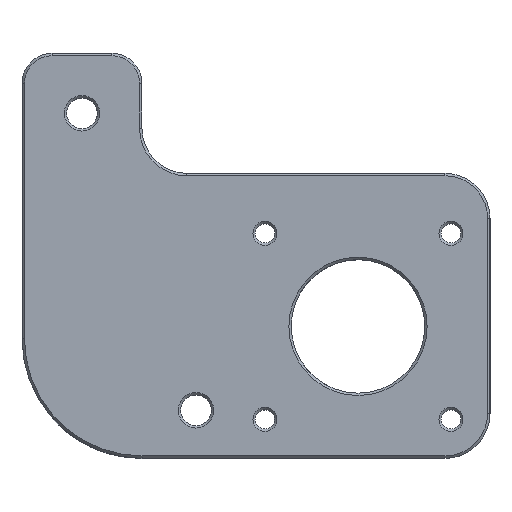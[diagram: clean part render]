
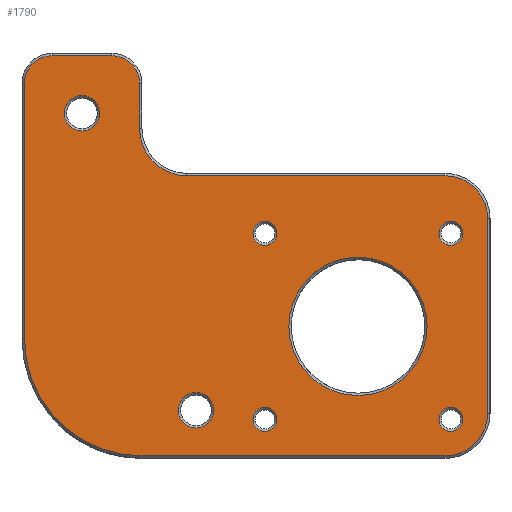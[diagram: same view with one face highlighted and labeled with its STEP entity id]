
A CAD part, top view. The second image highlights one B-rep face of the part: STEP entity #1790.
In plain terms, the highlighted planar face has unit normal (0, 0, 1).
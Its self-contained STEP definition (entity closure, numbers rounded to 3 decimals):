
#67=FACE_BOUND('',#254,.T.);
#68=FACE_BOUND('',#255,.T.);
#69=FACE_BOUND('',#256,.T.);
#70=FACE_BOUND('',#257,.T.);
#71=FACE_BOUND('',#258,.T.);
#72=FACE_BOUND('',#259,.T.);
#73=FACE_BOUND('',#260,.T.);
#91=PLANE('',#1929);
#136=FACE_OUTER_BOUND('',#253,.T.);
#253=EDGE_LOOP('',(#1228,#1229,#1230,#1231,#1232,#1233,#1234,#1235,#1236,
#1237,#1238,#1239));
#254=EDGE_LOOP('',(#1240));
#255=EDGE_LOOP('',(#1241));
#256=EDGE_LOOP('',(#1242));
#257=EDGE_LOOP('',(#1243));
#258=EDGE_LOOP('',(#1244));
#259=EDGE_LOOP('',(#1245));
#260=EDGE_LOOP('',(#1246));
#384=LINE('',#2795,#518);
#385=LINE('',#2799,#519);
#386=LINE('',#2803,#520);
#387=LINE('',#2807,#521);
#388=LINE('',#2811,#522);
#389=LINE('',#2815,#523);
#518=VECTOR('',#2194,10.);
#519=VECTOR('',#2197,10.);
#520=VECTOR('',#2200,10.);
#521=VECTOR('',#2203,10.);
#522=VECTOR('',#2206,10.);
#523=VECTOR('',#2209,10.);
#656=CIRCLE('',#1928,2.95);
#657=CIRCLE('',#1930,19.6);
#658=CIRCLE('',#1931,7.1);
#659=CIRCLE('',#1932,7.1);
#660=CIRCLE('',#1933,7.9);
#661=CIRCLE('',#1934,4.6);
#662=CIRCLE('',#1935,4.6);
#663=CIRCLE('',#1936,2.95);
#664=CIRCLE('',#1937,11.525);
#665=CIRCLE('',#1938,2.);
#666=CIRCLE('',#1939,2.);
#667=CIRCLE('',#1940,2.);
#668=CIRCLE('',#1941,2.);
#778=VERTEX_POINT('',#2789);
#779=VERTEX_POINT('',#2793);
#780=VERTEX_POINT('',#2794);
#781=VERTEX_POINT('',#2796);
#782=VERTEX_POINT('',#2798);
#783=VERTEX_POINT('',#2800);
#784=VERTEX_POINT('',#2802);
#785=VERTEX_POINT('',#2804);
#786=VERTEX_POINT('',#2806);
#787=VERTEX_POINT('',#2808);
#788=VERTEX_POINT('',#2810);
#789=VERTEX_POINT('',#2812);
#790=VERTEX_POINT('',#2814);
#791=VERTEX_POINT('',#2817);
#792=VERTEX_POINT('',#2819);
#793=VERTEX_POINT('',#2821);
#794=VERTEX_POINT('',#2823);
#795=VERTEX_POINT('',#2825);
#796=VERTEX_POINT('',#2827);
#946=EDGE_CURVE('',#778,#778,#656,.T.);
#947=EDGE_CURVE('',#779,#780,#384,.T.);
#948=EDGE_CURVE('',#781,#779,#657,.T.);
#949=EDGE_CURVE('',#782,#781,#385,.T.);
#950=EDGE_CURVE('',#783,#782,#658,.T.);
#951=EDGE_CURVE('',#784,#783,#386,.T.);
#952=EDGE_CURVE('',#785,#784,#659,.T.);
#953=EDGE_CURVE('',#786,#785,#387,.T.);
#954=EDGE_CURVE('',#787,#786,#660,.T.);
#955=EDGE_CURVE('',#788,#787,#388,.T.);
#956=EDGE_CURVE('',#789,#788,#661,.T.);
#957=EDGE_CURVE('',#790,#789,#389,.T.);
#958=EDGE_CURVE('',#780,#790,#662,.T.);
#959=EDGE_CURVE('',#791,#791,#663,.T.);
#960=EDGE_CURVE('',#792,#792,#664,.T.);
#961=EDGE_CURVE('',#793,#793,#665,.T.);
#962=EDGE_CURVE('',#794,#794,#666,.T.);
#963=EDGE_CURVE('',#795,#795,#667,.T.);
#964=EDGE_CURVE('',#796,#796,#668,.T.);
#1228=ORIENTED_EDGE('',*,*,#947,.F.);
#1229=ORIENTED_EDGE('',*,*,#948,.F.);
#1230=ORIENTED_EDGE('',*,*,#949,.F.);
#1231=ORIENTED_EDGE('',*,*,#950,.F.);
#1232=ORIENTED_EDGE('',*,*,#951,.F.);
#1233=ORIENTED_EDGE('',*,*,#952,.F.);
#1234=ORIENTED_EDGE('',*,*,#953,.F.);
#1235=ORIENTED_EDGE('',*,*,#954,.F.);
#1236=ORIENTED_EDGE('',*,*,#955,.F.);
#1237=ORIENTED_EDGE('',*,*,#956,.F.);
#1238=ORIENTED_EDGE('',*,*,#957,.F.);
#1239=ORIENTED_EDGE('',*,*,#958,.F.);
#1240=ORIENTED_EDGE('',*,*,#959,.F.);
#1241=ORIENTED_EDGE('',*,*,#960,.F.);
#1242=ORIENTED_EDGE('',*,*,#961,.F.);
#1243=ORIENTED_EDGE('',*,*,#962,.F.);
#1244=ORIENTED_EDGE('',*,*,#963,.F.);
#1245=ORIENTED_EDGE('',*,*,#964,.F.);
#1246=ORIENTED_EDGE('',*,*,#946,.F.);
#1790=ADVANCED_FACE('',(#136,#67,#68,#69,#70,#71,#72,#73),#91,.T.);
#1928=AXIS2_PLACEMENT_3D('',#2791,#2190,#2191);
#1929=AXIS2_PLACEMENT_3D('',#2792,#2192,#2193);
#1930=AXIS2_PLACEMENT_3D('',#2797,#2195,#2196);
#1931=AXIS2_PLACEMENT_3D('',#2801,#2198,#2199);
#1932=AXIS2_PLACEMENT_3D('',#2805,#2201,#2202);
#1933=AXIS2_PLACEMENT_3D('',#2809,#2204,#2205);
#1934=AXIS2_PLACEMENT_3D('',#2813,#2207,#2208);
#1935=AXIS2_PLACEMENT_3D('',#2816,#2210,#2211);
#1936=AXIS2_PLACEMENT_3D('',#2818,#2212,#2213);
#1937=AXIS2_PLACEMENT_3D('',#2820,#2214,#2215);
#1938=AXIS2_PLACEMENT_3D('',#2822,#2216,#2217);
#1939=AXIS2_PLACEMENT_3D('',#2824,#2218,#2219);
#1940=AXIS2_PLACEMENT_3D('',#2826,#2220,#2221);
#1941=AXIS2_PLACEMENT_3D('',#2828,#2222,#2223);
#2190=DIRECTION('center_axis',(0.,0.,1.));
#2191=DIRECTION('ref_axis',(-1.,0.,0.));
#2192=DIRECTION('center_axis',(0.,0.,1.));
#2193=DIRECTION('ref_axis',(1.,0.,0.));
#2194=DIRECTION('',(0.,1.,0.));
#2195=DIRECTION('center_axis',(0.,0.,-1.));
#2196=DIRECTION('ref_axis',(-0.707,-0.707,0.));
#2197=DIRECTION('',(-1.,0.,0.));
#2198=DIRECTION('center_axis',(0.,0.,-1.));
#2199=DIRECTION('ref_axis',(0.707,-0.707,0.));
#2200=DIRECTION('',(0.,-1.,0.));
#2201=DIRECTION('center_axis',(0.,0.,-1.));
#2202=DIRECTION('ref_axis',(0.707,0.707,0.));
#2203=DIRECTION('',(1.,0.,0.));
#2204=DIRECTION('center_axis',(0.,0.,1.));
#2205=DIRECTION('ref_axis',(-0.707,-0.707,0.));
#2206=DIRECTION('',(0.,-1.,0.));
#2207=DIRECTION('center_axis',(0.,0.,-1.));
#2208=DIRECTION('ref_axis',(0.707,0.707,0.));
#2209=DIRECTION('',(1.,0.,0.));
#2210=DIRECTION('center_axis',(0.,0.,-1.));
#2211=DIRECTION('ref_axis',(-0.707,0.707,0.));
#2212=DIRECTION('center_axis',(0.,0.,1.));
#2213=DIRECTION('ref_axis',(-1.,0.,0.));
#2214=DIRECTION('center_axis',(0.,0.,1.));
#2215=DIRECTION('ref_axis',(1.,0.,0.));
#2216=DIRECTION('center_axis',(0.,0.,1.));
#2217=DIRECTION('ref_axis',(1.,0.,0.));
#2218=DIRECTION('center_axis',(0.,0.,1.));
#2219=DIRECTION('ref_axis',(1.,0.,0.));
#2220=DIRECTION('center_axis',(0.,0.,1.));
#2221=DIRECTION('ref_axis',(1.,0.,0.));
#2222=DIRECTION('center_axis',(0.,0.,1.));
#2223=DIRECTION('ref_axis',(1.,0.,0.));
#2789=CARTESIAN_POINT('',(-46.05,-29.984,94.));
#2791=CARTESIAN_POINT('Origin',(-49.,-29.984,94.));
#2792=CARTESIAN_POINT('Origin',(-39.031,-10.742,94.));
#2793=CARTESIAN_POINT('',(-77.6,-17.992,94.));
#2794=CARTESIAN_POINT('',(-77.6,24.508,94.));
#2795=CARTESIAN_POINT('',(-77.6,9.383,94.));
#2796=CARTESIAN_POINT('',(-58.,-37.592,94.));
#2797=CARTESIAN_POINT('Origin',(-58.,-17.992,94.));
#2798=CARTESIAN_POINT('',(-7.5,-37.592,94.));
#2799=CARTESIAN_POINT('',(-56.876,-37.592,94.));
#2800=CARTESIAN_POINT('',(-0.4,-30.492,94.));
#2801=CARTESIAN_POINT('Origin',(-7.5,-30.492,94.));
#2802=CARTESIAN_POINT('',(-0.4,2.009,94.));
#2803=CARTESIAN_POINT('',(-0.4,-27.117,94.));
#2804=CARTESIAN_POINT('',(-7.5,9.109,94.));
#2805=CARTESIAN_POINT('Origin',(-7.5,2.009,94.));
#2806=CARTESIAN_POINT('',(-50.5,9.109,94.));
#2807=CARTESIAN_POINT('',(-18.265,9.109,94.));
#2808=CARTESIAN_POINT('',(-58.4,17.009,94.));
#2809=CARTESIAN_POINT('Origin',(-50.5,17.009,94.));
#2810=CARTESIAN_POINT('',(-58.4,24.508,94.));
#2811=CARTESIAN_POINT('',(-58.4,-1.117,94.));
#2812=CARTESIAN_POINT('',(-63.,29.108,94.));
#2813=CARTESIAN_POINT('Origin',(-63.,24.508,94.));
#2814=CARTESIAN_POINT('',(-73.,29.108,94.));
#2815=CARTESIAN_POINT('',(-58.515,29.108,94.));
#2816=CARTESIAN_POINT('Origin',(-73.,24.508,94.));
#2817=CARTESIAN_POINT('',(-65.05,19.508,94.));
#2818=CARTESIAN_POINT('Origin',(-68.,19.508,94.));
#2819=CARTESIAN_POINT('',(-33.525,-15.992,94.));
#2820=CARTESIAN_POINT('Origin',(-22.,-15.992,94.));
#2821=CARTESIAN_POINT('',(-39.5,-0.492,94.));
#2822=CARTESIAN_POINT('Origin',(-37.5,-0.492,94.));
#2823=CARTESIAN_POINT('',(-8.5,-31.492,94.));
#2824=CARTESIAN_POINT('Origin',(-6.5,-31.492,94.));
#2825=CARTESIAN_POINT('',(-8.5,-0.492,94.));
#2826=CARTESIAN_POINT('Origin',(-6.5,-0.492,94.));
#2827=CARTESIAN_POINT('',(-39.5,-31.492,94.));
#2828=CARTESIAN_POINT('Origin',(-37.5,-31.492,94.));
